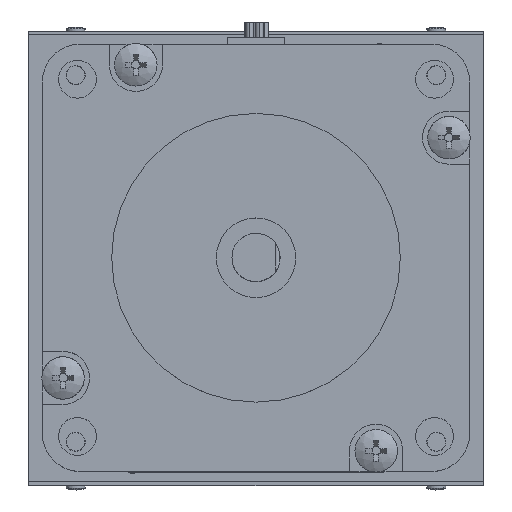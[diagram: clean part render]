
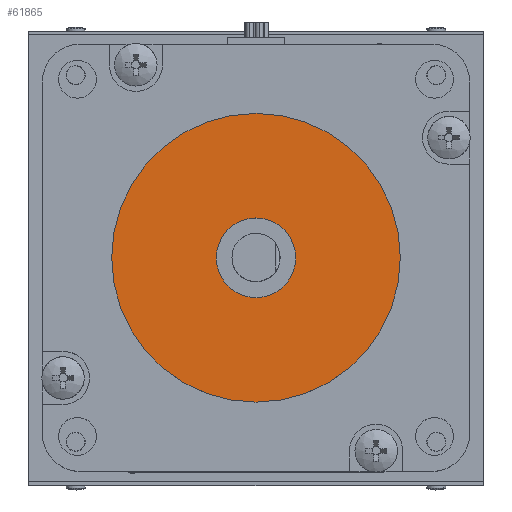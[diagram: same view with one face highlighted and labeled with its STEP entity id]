
A CAD part, top view. The second image highlights one B-rep face of the part: STEP entity #61865.
In plain terms, the highlighted planar face has unit normal (0, 0, 1).
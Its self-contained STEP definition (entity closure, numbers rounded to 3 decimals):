
#2418 = ORIENTED_EDGE ( 'NONE', *, *, #63819, .T. ) ;
#3095 = VERTEX_POINT ( 'NONE', #34736 ) ;
#3910 = AXIS2_PLACEMENT_3D ( 'NONE', #30675, #67315, #35912 ) ;
#4064 = FACE_OUTER_BOUND ( 'NONE', #8419, .T. ) ;
#7876 = CIRCLE ( 'NONE', #13311, 19.05 ) ;
#8419 = EDGE_LOOP ( 'NONE', ( #54482, #34301 ) ) ;
#9092 = AXIS2_PLACEMENT_3D ( 'NONE', #49084, #17822, #54399 ) ;
#12817 = CIRCLE ( 'NONE', #3910, 5.25 ) ;
#13128 = EDGE_CURVE ( 'NONE', #33468, #32628, #12817, .T. ) ;
#13311 = AXIS2_PLACEMENT_3D ( 'NONE', #50358, #19060, #55656 ) ;
#17822 = DIRECTION ( 'NONE',  ( 0., 0., 1. ) ) ;
#19060 = DIRECTION ( 'NONE',  ( 0., 0., -1. ) ) ;
#19598 = DIRECTION ( 'NONE',  ( 0., 0., -1. ) ) ;
#23297 = CIRCLE ( 'NONE', #55853, 19.05 ) ;
#27847 = PLANE ( 'NONE',  #9092 ) ;
#30336 = DIRECTION ( 'NONE',  ( 0., 0., -1. ) ) ;
#30675 = CARTESIAN_POINT ( 'NONE',  ( 0., 0., 52.6 ) ) ;
#32628 = VERTEX_POINT ( 'NONE', #50862 ) ;
#33468 = VERTEX_POINT ( 'NONE', #58681 ) ;
#34301 = ORIENTED_EDGE ( 'NONE', *, *, #65846, .F. ) ;
#34736 = CARTESIAN_POINT ( 'NONE',  ( -19.05, 0., 52.6 ) ) ;
#35912 = DIRECTION ( 'NONE',  ( -1., 0., 0. ) ) ;
#38048 = CIRCLE ( 'NONE', #48576, 5.25 ) ;
#48576 = AXIS2_PLACEMENT_3D ( 'NONE', #50892, #19598, #57142 ) ;
#49084 = CARTESIAN_POINT ( 'NONE',  ( 0., 0., 52.6 ) ) ;
#50358 = CARTESIAN_POINT ( 'NONE',  ( 0., 0., 52.6 ) ) ;
#50644 = CARTESIAN_POINT ( 'NONE',  ( 19.05, 0., 52.6 ) ) ;
#50716 = EDGE_CURVE ( 'NONE', #64424, #3095, #7876, .T. ) ;
#50862 = CARTESIAN_POINT ( 'NONE',  ( -5.25, 0., 52.6 ) ) ;
#50892 = CARTESIAN_POINT ( 'NONE',  ( 0., 0., 52.6 ) ) ;
#54399 = DIRECTION ( 'NONE',  ( 1., 0., 0. ) ) ;
#54482 = ORIENTED_EDGE ( 'NONE', *, *, #50716, .F. ) ;
#55656 = DIRECTION ( 'NONE',  ( 1., 0., 0. ) ) ;
#55853 = AXIS2_PLACEMENT_3D ( 'NONE', #61734, #30336, #66990 ) ;
#57142 = DIRECTION ( 'NONE',  ( -1., 0., 0. ) ) ;
#58073 = FACE_BOUND ( 'NONE', #62659, .T. ) ;
#58681 = CARTESIAN_POINT ( 'NONE',  ( 5.25, 0., 52.6 ) ) ;
#59952 = ORIENTED_EDGE ( 'NONE', *, *, #13128, .T. ) ;
#61734 = CARTESIAN_POINT ( 'NONE',  ( 0., 0., 52.6 ) ) ;
#61865 = ADVANCED_FACE ( 'NONE', ( #4064, #58073 ), #27847, .T. ) ;
#62659 = EDGE_LOOP ( 'NONE', ( #2418, #59952 ) ) ;
#63819 = EDGE_CURVE ( 'NONE', #32628, #33468, #38048, .T. ) ;
#64424 = VERTEX_POINT ( 'NONE', #50644 ) ;
#65846 = EDGE_CURVE ( 'NONE', #3095, #64424, #23297, .T. ) ;
#66990 = DIRECTION ( 'NONE',  ( 1., 0., 0. ) ) ;
#67315 = DIRECTION ( 'NONE',  ( 0., 0., -1. ) ) ;
